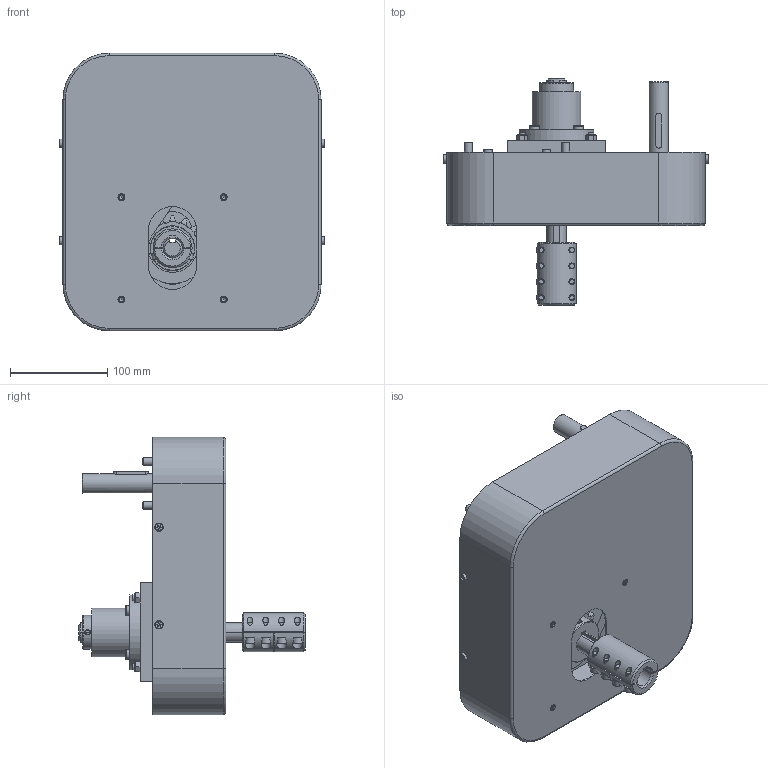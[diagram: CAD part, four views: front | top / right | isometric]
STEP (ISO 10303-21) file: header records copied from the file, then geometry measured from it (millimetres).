
FILE_DESCRIPTION(/* description */ (''),/* implementation_level */ '2;1');
FILE_NAME(/* name */ '88-1S0-1.stp',/* time_stamp */ '2022-04-15T08:14:50-04:00',/* author */ ('jmurphy'),/* organization */ (''),/* preprocessor_version */ 'ST-DEVELOPER v18.1',/* originating_system */ 'AutoCAD Mechanical',/* authorisation */ '');
FILE_SCHEMA (('AUTOMOTIVE_DESIGN { 1 0 10303 214 3 1 1 }'));
Length unit declared in the file: millimetre
Products named in the file (23): Product; 88-1S0-1.RA; 21_12200; DIN6912 M5x12 ohne Gewinde; 6261K442; BSP40B15-N-20; BGRB6004ZZ-50; C-BGCA6904ZZ; _C-BGCA6904ZZ_b; _C-B6904ZZ; _RRING-C-INT-37; 21_12400; M6X20LHSCS-0; SC2013CB3; 7398K219 - drive shaft_slave; SSFGKR20-145-KA32-A36-KB110-B35 - drive pulley shaft; 96717A230 - key 6mm x 36; PLSBWRK12-60; 6026N32; M6 Nylock Nut; M6 Flat Washer; 21_12450; ACADMENU
Assembly tree (100 placements, depth 4):
  Product
    ACADMENU  x40
    88-1S0-1.RA
      21_12200  x6
        ACADMENU
        DIN6912 M5x12 ohne Gewinde
      6261K442
      BSP40B15-N-20  x2
      BGRB6004ZZ-50
      21_12400  x6
        M6X20LHSCS-0
      C-BGCA6904ZZ
        _C-BGCA6904ZZ_b
        _C-B6904ZZ
        _RRING-C-INT-37
      SC2013CB3  x3
      7398K219 - drive shaft_slave
      SSFGKR20-145-KA32-A36-KB110-B35 - drive pulley shaft
      96717A230 - key 6mm x 36
      PLSBWRK12-60  x4
      6026N32
      M6 Nylock Nut  x4
      M6 Flat Washer  x4
      21_12450  x4
        ACADMENU
Bounding box: 272 x 233 x 285 mm (x, y, z)
Volume: 1690764.7 mm3; surface area: 673175.2 mm2
Topology: 76 solids, 79 shells, 1569 faces, 3574 edges, 2307 vertices
Faces by surface type: plane 694, cylinder 517, cone 229, torus 129
Full cylindrical faces by diameter (mm): 2.5 x12, 4 x6, 4.4 x4, 4.8 x10, 4.917 x14, 5 x10, 5.076 x4, 6 x34, 6.4 x4, 6.538 x4, 6.6 x4, 6.647 x2, 7 x8, 8 x4, 8.4 x4, 8.5 x10, 10 x10, 11 x6, 12 x4, 13 x4, 17 x4, 20 x7, 24.7 x3, 25.1 x2, 26.4 x4, 31.9 x2, 34 x1, 35 x3, 36 x1, 36.8 x4
Entity records: 32923 total; most frequent: CARTESIAN_POINT 7968, DIRECTION 5439, ORIENTED_EDGE 4684, EDGE_CURVE 2342, AXIS2_PLACEMENT_3D 2198, VERTEX_POINT 1523, EDGE_LOOP 1309, CIRCLE 1053
